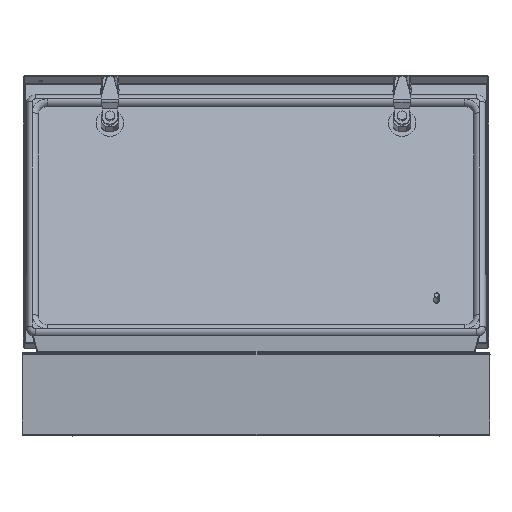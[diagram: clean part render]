
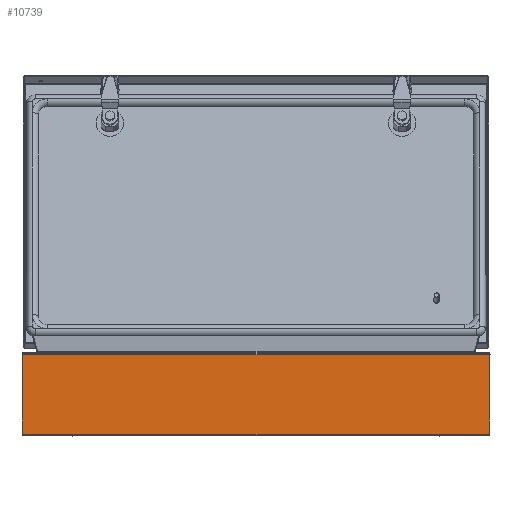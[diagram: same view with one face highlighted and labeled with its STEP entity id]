
A CAD part, left-side view. The second image highlights one B-rep face of the part: STEP entity #10739.
In plain terms, the highlighted planar face has unit normal (-1, 0, 0).
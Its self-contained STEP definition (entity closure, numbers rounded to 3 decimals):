
#740 = FACE_OUTER_BOUND ( 'NONE', #5755, .T. ) ;
#1508 = EDGE_CURVE ( 'NONE', #19618, #7427, #5740, .T. ) ;
#1681 = CARTESIAN_POINT ( 'NONE',  ( -165., 268.965, 2. ) ) ;
#2088 = VECTOR ( 'NONE', #5642, 1000. ) ;
#3979 = EDGE_CURVE ( 'NONE', #20710, #19618, #19309, .T. ) ;
#4121 = CARTESIAN_POINT ( 'NONE',  ( -165., 268.965, 96. ) ) ;
#4234 = ORIENTED_EDGE ( 'NONE', *, *, #3979, .T. ) ;
#4296 = VECTOR ( 'NONE', #11266, 1000. ) ;
#4471 = LINE ( 'NONE', #7811, #4296 ) ;
#4591 = AXIS2_PLACEMENT_3D ( 'NONE', #7248, #12216, #13840 ) ;
#4643 = CARTESIAN_POINT ( 'NONE',  ( -165., -268.965, 94. ) ) ;
#5642 = DIRECTION ( 'NONE',  ( 0., 0., -1. ) ) ;
#5740 = LINE ( 'NONE', #4121, #2088 ) ;
#5755 = EDGE_LOOP ( 'NONE', ( #7188, #4234, #18987, #11753 ) ) ;
#7188 = ORIENTED_EDGE ( 'NONE', *, *, #12471, .T. ) ;
#7248 = CARTESIAN_POINT ( 'NONE',  ( -165., 2970., 96. ) ) ;
#7427 = VERTEX_POINT ( 'NONE', #1681 ) ;
#7811 = CARTESIAN_POINT ( 'NONE',  ( -165., -268.965, 96. ) ) ;
#9813 = DIRECTION ( 'NONE',  ( 0., 1., 0. ) ) ;
#9973 = CARTESIAN_POINT ( 'NONE',  ( -165., 268.965, 94. ) ) ;
#10739 = ADVANCED_FACE ( 'NONE', ( #740 ), #13944, .T. ) ;
#11204 = VERTEX_POINT ( 'NONE', #12855 ) ;
#11266 = DIRECTION ( 'NONE',  ( 0., 0., 1. ) ) ;
#11753 = ORIENTED_EDGE ( 'NONE', *, *, #20659, .T. ) ;
#12216 = DIRECTION ( 'NONE',  ( -1., 0., 0. ) ) ;
#12471 = EDGE_CURVE ( 'NONE', #11204, #20710, #4471, .T. ) ;
#12855 = CARTESIAN_POINT ( 'NONE',  ( -165., -268.965, 2. ) ) ;
#13840 = DIRECTION ( 'NONE',  ( 0., 0., 1. ) ) ;
#13944 = PLANE ( 'NONE',  #4591 ) ;
#14262 = VECTOR ( 'NONE', #14550, 1000. ) ;
#14550 = DIRECTION ( 'NONE',  ( 0., -1., 0. ) ) ;
#16483 = CARTESIAN_POINT ( 'NONE',  ( -165., -268.965, 94. ) ) ;
#17986 = CARTESIAN_POINT ( 'NONE',  ( -165., 2970., 2. ) ) ;
#18987 = ORIENTED_EDGE ( 'NONE', *, *, #1508, .T. ) ;
#19125 = VECTOR ( 'NONE', #9813, 1000. ) ;
#19309 = LINE ( 'NONE', #4643, #19125 ) ;
#19618 = VERTEX_POINT ( 'NONE', #9973 ) ;
#20659 = EDGE_CURVE ( 'NONE', #7427, #11204, #20897, .T. ) ;
#20710 = VERTEX_POINT ( 'NONE', #16483 ) ;
#20897 = LINE ( 'NONE', #17986, #14262 ) ;
